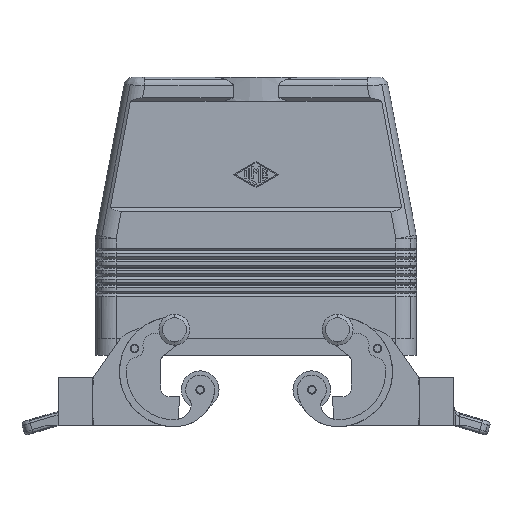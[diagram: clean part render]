
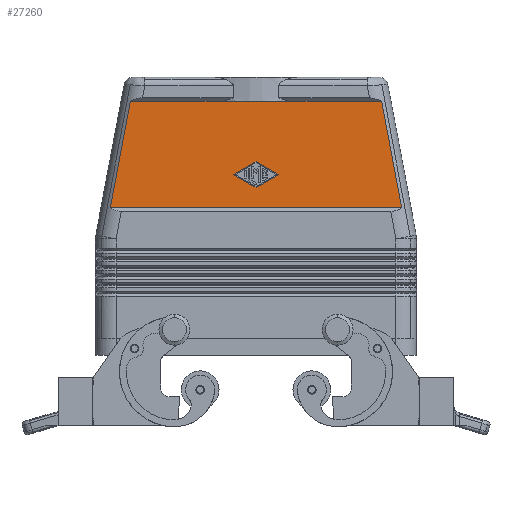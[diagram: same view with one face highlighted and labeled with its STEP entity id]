
A CAD part, front view. The second image highlights one B-rep face of the part: STEP entity #27260.
In plain terms, the highlighted planar face has unit normal (0, -1, 0).
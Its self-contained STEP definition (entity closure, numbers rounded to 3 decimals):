
#1573=CARTESIAN_POINT('',(36.587,-20.5,74.0));
#1574=VERTEX_POINT('',#1573);
#1582=CARTESIAN_POINT('',(42.42,-20.5,43.));
#1583=VERTEX_POINT('',#1582);
#1584=CARTESIAN_POINT('',(36.587,-20.5,74.0));
#1585=DIRECTION('',(0.185,0.0,-0.983));
#1586=VECTOR('',#1585,31.544);
#1587=LINE('',#1584,#1586);
#1588=EDGE_CURVE('',#1574,#1583,#1587,.T.);
#1809=CARTESIAN_POINT('',(-42.42,-20.5,43.));
#1810=VERTEX_POINT('',#1809);
#1818=CARTESIAN_POINT('',(-36.587,-20.5,74.0));
#1819=VERTEX_POINT('',#1818);
#1820=CARTESIAN_POINT('',(-42.42,-20.5,43.));
#1821=DIRECTION('',(0.185,0.0,0.983));
#1822=VECTOR('',#1821,31.544);
#1823=LINE('',#1820,#1822);
#1824=EDGE_CURVE('',#1810,#1819,#1823,.T.);
#10104=CARTESIAN_POINT('',(-9.274,-20.5,74.0));
#10105=VERTEX_POINT('',#10104);
#10115=CARTESIAN_POINT('',(9.274,-20.5,74.0));
#10116=VERTEX_POINT('',#10115);
#10297=CARTESIAN_POINT('',(-9.274,-20.5,74.0));
#10298=DIRECTION('',(1.0,0.0,0.0));
#10299=VECTOR('',#10298,18.547);
#10300=LINE('',#10297,#10299);
#10301=EDGE_CURVE('',#10105,#10116,#10300,.T.);
#10502=CARTESIAN_POINT('',(9.274,-20.5,74.0));
#10503=DIRECTION('',(1.0,0.0,0.0));
#10504=VECTOR('',#10503,27.313);
#10505=LINE('',#10502,#10504);
#10506=EDGE_CURVE('',#10116,#1574,#10505,.T.);
#10531=CARTESIAN_POINT('',(-36.587,-20.5,74.0));
#10532=DIRECTION('',(1.0,0.0,0.0));
#10533=VECTOR('',#10532,27.313);
#10534=LINE('',#10531,#10533);
#10535=EDGE_CURVE('',#1819,#10105,#10534,.T.);
#26408=CARTESIAN_POINT('',(0.,-20.5,56.399));
#26409=VERTEX_POINT('',#26408);
#26410=CARTESIAN_POINT('',(6.5,-20.5,52.65));
#26411=VERTEX_POINT('',#26410);
#26412=CARTESIAN_POINT('',(0.,-20.5,56.399));
#26413=DIRECTION('',(0.866,0.0,-0.5));
#26414=VECTOR('',#26413,7.504);
#26415=LINE('',#26412,#26414);
#26416=EDGE_CURVE('',#26409,#26411,#26415,.T.);
#26448=CARTESIAN_POINT('',(0.,-20.5,48.901));
#26449=VERTEX_POINT('',#26448);
#26450=CARTESIAN_POINT('',(6.5,-20.5,52.65));
#26451=DIRECTION('',(-0.866,0.0,-0.5));
#26452=VECTOR('',#26451,7.504);
#26453=LINE('',#26450,#26452);
#26454=EDGE_CURVE('',#26411,#26449,#26453,.T.);
#26532=CARTESIAN_POINT('',(-6.5,-20.5,52.65));
#26533=VERTEX_POINT('',#26532);
#26534=CARTESIAN_POINT('',(0.,-20.5,48.901));
#26535=DIRECTION('',(-0.866,0.0,0.5));
#26536=VECTOR('',#26535,7.504);
#26537=LINE('',#26534,#26536);
#26538=EDGE_CURVE('',#26449,#26533,#26537,.T.);
#26563=CARTESIAN_POINT('',(-6.5,-20.5,52.65));
#26564=DIRECTION('',(0.866,0.0,0.5));
#26565=VECTOR('',#26564,7.504);
#26566=LINE('',#26563,#26565);
#26567=EDGE_CURVE('',#26533,#26409,#26566,.T.);
#27236=CARTESIAN_POINT('',(0.0,-20.5,74.0));
#27237=DIRECTION('',(0.0,1.0,0.0));
#27238=DIRECTION('',(0.0,0.0,1.0));
#27239=AXIS2_PLACEMENT_3D('',#27236,#27237,#27238);
#27240=PLANE('',#27239);
#27241=ORIENTED_EDGE('',*,*,#1588,.F.);
#27242=ORIENTED_EDGE('',*,*,#10506,.F.);
#27243=ORIENTED_EDGE('',*,*,#10301,.F.);
#27244=ORIENTED_EDGE('',*,*,#10535,.F.);
#27245=ORIENTED_EDGE('',*,*,#1824,.F.);
#27246=CARTESIAN_POINT('',(-42.42,-20.5,43.));
#27247=DIRECTION('',(1.0,0.0,0.0));
#27248=VECTOR('',#27247,84.84);
#27249=LINE('',#27246,#27248);
#27250=EDGE_CURVE('',#1810,#1583,#27249,.T.);
#27251=ORIENTED_EDGE('',*,*,#27250,.T.);
#27252=EDGE_LOOP('',(#27241,#27242,#27243,#27244,#27245,#27251));
#27253=FACE_OUTER_BOUND('',#27252,.T.);
#27254=ORIENTED_EDGE('',*,*,#26538,.T.);
#27255=ORIENTED_EDGE('',*,*,#26567,.T.);
#27256=ORIENTED_EDGE('',*,*,#26416,.T.);
#27257=ORIENTED_EDGE('',*,*,#26454,.T.);
#27258=EDGE_LOOP('',(#27254,#27255,#27256,#27257));
#27259=FACE_BOUND('',#27258,.T.);
#27260=ADVANCED_FACE('',(#27253,#27259),#27240,.F.);
